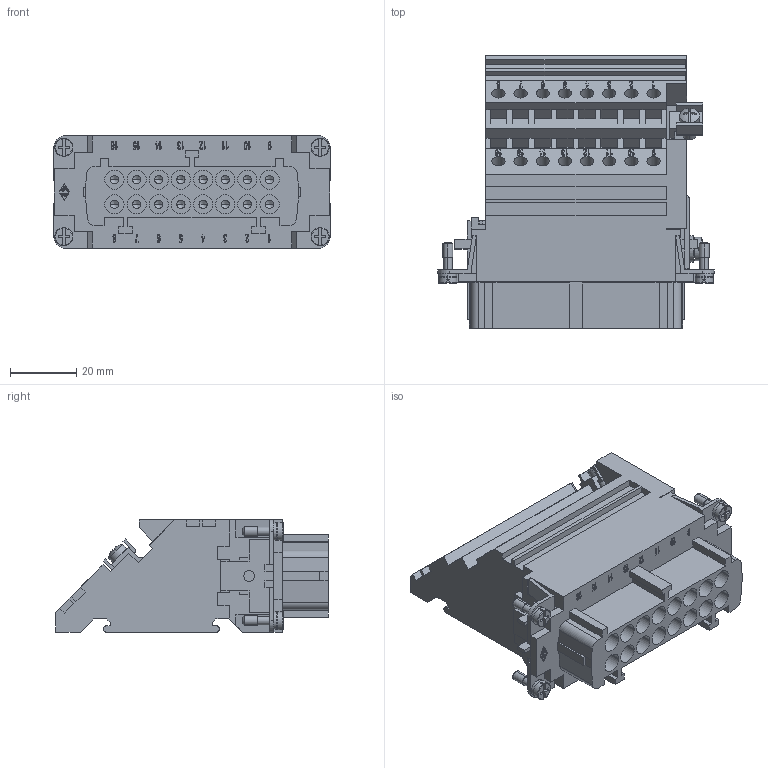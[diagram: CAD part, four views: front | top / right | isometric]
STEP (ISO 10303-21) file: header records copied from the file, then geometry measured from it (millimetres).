
FILE_DESCRIPTION((''),'2;1');
FILE_NAME('CTSEF 16 R.stp','2006-11-27T13:20:36',('gembarski'),(''),'Autodesk Inventor 7','Autodesk Inventor 7','');
FILE_SCHEMA(('AUTOMOTIVE_DESIGN { 1 0 10303 214 1 1 1 1 }'));
Length unit declared in the file: millimetre
Products named in the file (1): CTSEF 16 R
Bounding box: 83.5 x 82.5 x 34 mm (x, y, z)
Volume: 117729 mm3; surface area: 31899.5 mm2
Topology: 1 solids, 1 shells, 1415 faces, 3776 edges, 2440 vertices
Faces by surface type: plane 758, bspline 553, cylinder 90, sphere 6, cone 4, torus 4
Entity records: 46844 total; most frequent: CARTESIAN_POINT 14329, ORIENTED_EDGE 7488, DIRECTION 5273, EDGE_CURVE 3744, VECTOR 2677, LINE 2677, VERTEX_POINT 2440, EDGE_LOOP 1564
